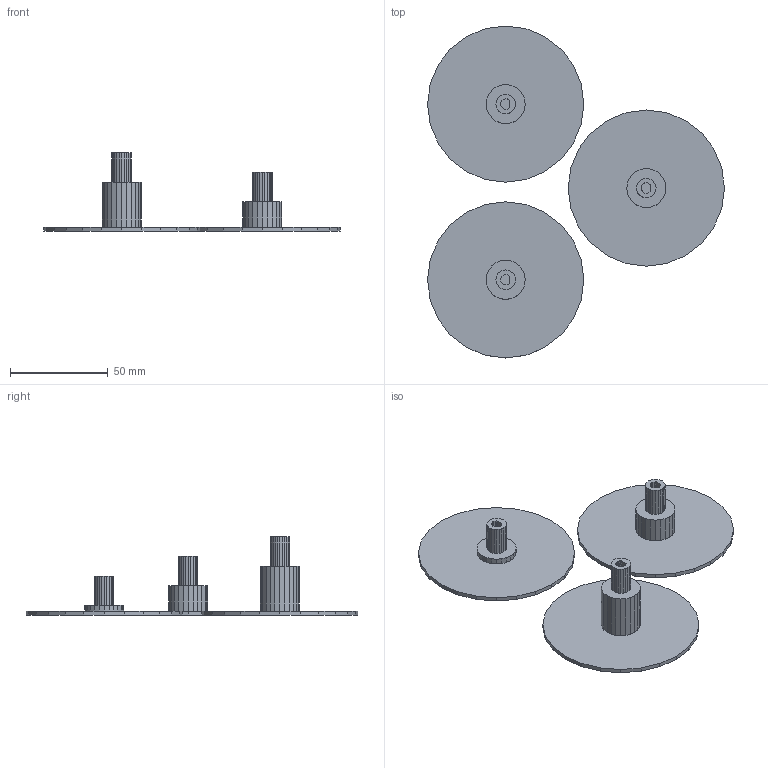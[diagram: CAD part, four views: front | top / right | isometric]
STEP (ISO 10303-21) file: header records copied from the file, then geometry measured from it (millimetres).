
FILE_DESCRIPTION(('FreeCAD Model'),'2;1');
FILE_NAME('Open CASCADE Shape Model','2025-06-15T10:38:10',(''),(''), 'Open CASCADE STEP processor 7.8','FreeCAD','Unknown');
FILE_SCHEMA(('AUTOMOTIVE_DESIGN { 1 0 10303 214 1 1 1 1 }'));
Length unit declared in the file: millimetre
Products named in the file (1): Turntable___Adapter_large001 (Solid)001
Bounding box: 152 x 170 x 40 mm (x, y, z)
Volume: 44470.6 mm3; surface area: 35916.9 mm2
Topology: 3 solids, 3 shells, 303 faces, 864 edges, 576 vertices
Faces by surface type: plane 303
Entity records: 20908 total; most frequent: CARTESIAN_POINT 3472, DIRECTION 3200, LINE 2592, VECTOR 2592, ORIENTED_EDGE 1728, PCURVE 1728, DEFINITIONAL_REPRESENTATION 1728, EDGE_CURVE 864
